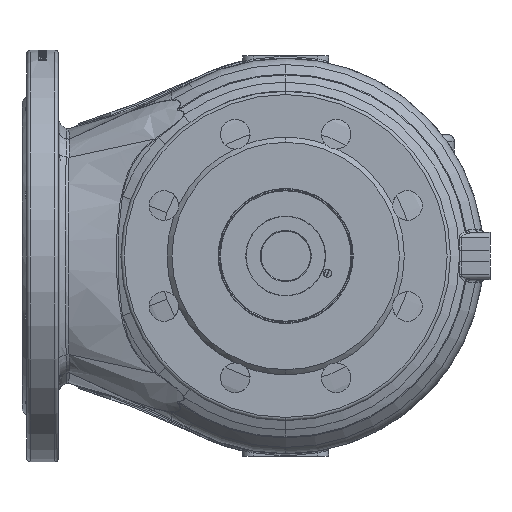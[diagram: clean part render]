
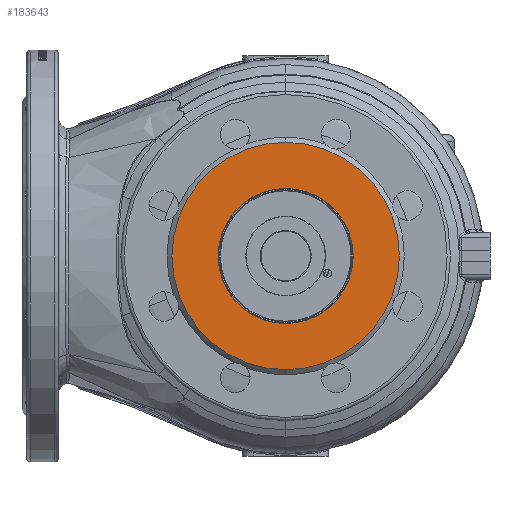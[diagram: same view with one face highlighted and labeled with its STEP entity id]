
A CAD part, front view. The second image highlights one B-rep face of the part: STEP entity #183643.
In plain terms, the highlighted planar face has unit normal (0, -1, 0).
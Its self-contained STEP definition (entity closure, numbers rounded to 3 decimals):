
#2794 = DIRECTION ( 'NONE',  ( 0., -1., 0. ) ) ;
#14735 = CARTESIAN_POINT ( 'NONE',  ( 0., -195., 41. ) ) ;
#20561 = CARTESIAN_POINT ( 'NONE',  ( 0., -195., 0. ) ) ;
#20855 = ORIENTED_EDGE ( 'NONE', *, *, #114532, .F. ) ;
#25461 = DIRECTION ( 'NONE',  ( 0., 1., 0. ) ) ;
#42638 = CARTESIAN_POINT ( 'NONE',  ( 0., -195., 69. ) ) ;
#50625 = CIRCLE ( 'NONE', #152933, 69. ) ;
#53122 = CIRCLE ( 'NONE', #185806, 41. ) ;
#57357 = DIRECTION ( 'NONE',  ( 0., 0., -1. ) ) ;
#74361 = CARTESIAN_POINT ( 'NONE',  ( 0., -195., -69. ) ) ;
#82359 = DIRECTION ( 'NONE',  ( 0., 0., 1. ) ) ;
#94579 = DIRECTION ( 'NONE',  ( 0., 0., 1. ) ) ;
#100186 = VERTEX_POINT ( 'NONE', #74361 ) ;
#100238 = CARTESIAN_POINT ( 'NONE',  ( 0., -195., 0. ) ) ;
#110107 = DIRECTION ( 'NONE',  ( 0., 1., 0. ) ) ;
#114532 = EDGE_CURVE ( 'NONE', #139209, #100186, #50625, .T. ) ;
#114771 = ORIENTED_EDGE ( 'NONE', *, *, #124788, .T. ) ;
#120402 = DIRECTION ( 'NONE',  ( 0., 1., 0. ) ) ;
#124788 = EDGE_CURVE ( 'NONE', #184979, #171708, #53122, .T. ) ;
#125491 = CIRCLE ( 'NONE', #132959, 69. ) ;
#132959 = AXIS2_PLACEMENT_3D ( 'NONE', #100238, #25461, #82359 ) ;
#134593 = DIRECTION ( 'NONE',  ( 0., 1., 0. ) ) ;
#135079 = ORIENTED_EDGE ( 'NONE', *, *, #212388, .T. ) ;
#139209 = VERTEX_POINT ( 'NONE', #42638 ) ;
#151831 = CARTESIAN_POINT ( 'NONE',  ( 0., -195., -41. ) ) ;
#152933 = AXIS2_PLACEMENT_3D ( 'NONE', #203721, #110107, #94579 ) ;
#154325 = EDGE_LOOP ( 'NONE', ( #135079, #114771 ) ) ;
#157197 = CARTESIAN_POINT ( 'NONE',  ( 0., -195., 0. ) ) ;
#161052 = ORIENTED_EDGE ( 'NONE', *, *, #186356, .F. ) ;
#164011 = AXIS2_PLACEMENT_3D ( 'NONE', #20561, #2794, #57357 ) ;
#166636 = DIRECTION ( 'NONE',  ( 0., 0., 1. ) ) ;
#171708 = VERTEX_POINT ( 'NONE', #14735 ) ;
#183643 = ADVANCED_FACE ( 'NONE', ( #187915, #204485 ), #221110, .T. ) ;
#184979 = VERTEX_POINT ( 'NONE', #151831 ) ;
#185806 = AXIS2_PLACEMENT_3D ( 'NONE', #187994, #134593, #166636 ) ;
#186356 = EDGE_CURVE ( 'NONE', #100186, #139209, #125491, .T. ) ;
#187915 = FACE_BOUND ( 'NONE', #154325, .T. ) ;
#187994 = CARTESIAN_POINT ( 'NONE',  ( 0., -195., 0. ) ) ;
#191572 = DIRECTION ( 'NONE',  ( 0., 0., 1. ) ) ;
#203721 = CARTESIAN_POINT ( 'NONE',  ( 0., -195., 0. ) ) ;
#204056 = AXIS2_PLACEMENT_3D ( 'NONE', #157197, #120402, #191572 ) ;
#204485 = FACE_OUTER_BOUND ( 'NONE', #215647, .T. ) ;
#212388 = EDGE_CURVE ( 'NONE', #171708, #184979, #215443, .T. ) ;
#215443 = CIRCLE ( 'NONE', #204056, 41. ) ;
#215647 = EDGE_LOOP ( 'NONE', ( #20855, #161052 ) ) ;
#221110 = PLANE ( 'NONE',  #164011 ) ;
